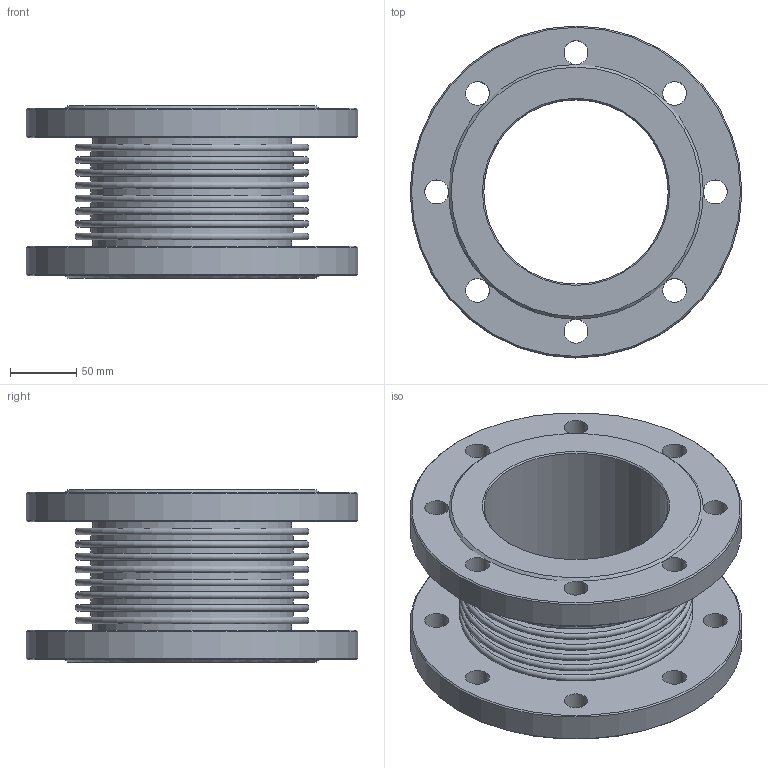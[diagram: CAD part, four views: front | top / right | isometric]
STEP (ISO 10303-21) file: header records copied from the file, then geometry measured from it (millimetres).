
FILE_DESCRIPTION(/* description */ (''),/* implementation_level */ '2;1');
FILE_NAME(/* name */ 'DN125_3D_STEP.stp',/* time_stamp */ '2024-01-27T17:49:33+03:00',/* author */ ('igorr'),/* organization */ (''),/* preprocessor_version */ 'ST-DEVELOPER v19.2',/* originating_system */ 'Autodesk Inventor 2023',/* authorisation */ '');
FILE_SCHEMA (('AUTOMOTIVE_DESIGN { 1 0 10303 214 3 1 1 }'));
Length unit declared in the file: millimetre
Products named in the file (1): Деталь1
Bounding box: 250 x 250 x 130 mm (x, y, z)
Volume: 1935804.4 mm3; surface area: 364320.4 mm2
Topology: 1 solids, 1 shells, 66 faces, 158 edges, 98 vertices
Faces by surface type: cylinder 28, plane 22, torus 8, cone 8
Full cylindrical faces by diameter (mm): 18 x16, 139 x1, 150 x2, 152.598 x7, 250 x2
Entity records: 2139 total; most frequent: DIRECTION 414, CARTESIAN_POINT 323, ORIENTED_EDGE 316, AXIS2_PLACEMENT_3D 189, EDGE_CURVE 158, CIRCLE 122, EDGE_LOOP 104, VERTEX_POINT 98
